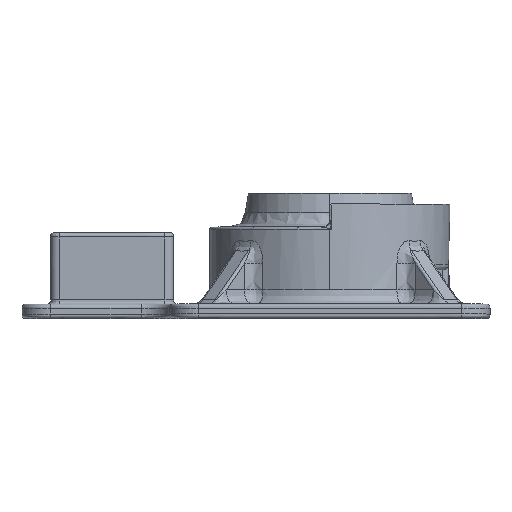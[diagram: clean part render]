
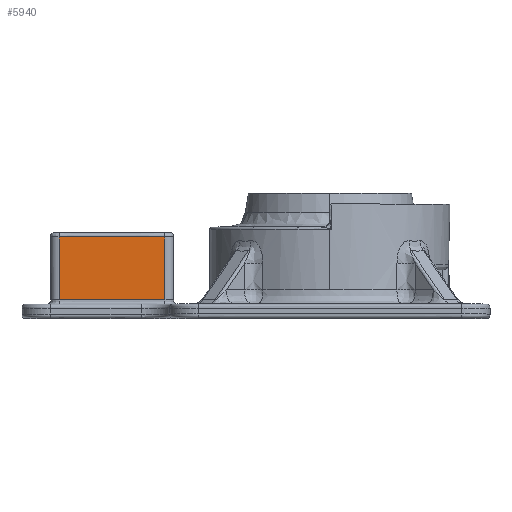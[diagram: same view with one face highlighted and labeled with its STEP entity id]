
A CAD part, top view. The second image highlights one B-rep face of the part: STEP entity #5940.
In plain terms, the highlighted planar face has unit normal (0, 0, 1).
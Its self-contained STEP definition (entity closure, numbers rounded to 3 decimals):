
#767 = CARTESIAN_POINT ( 'NONE',  ( -57.7, 6.5, 16.3 ) ) ;
#1026 = ORIENTED_EDGE ( 'NONE', *, *, #22655, .T. ) ;
#1031 = DIRECTION ( 'NONE',  ( 0., -1., 0. ) ) ;
#1423 = DIRECTION ( 'NONE',  ( 0., 0., -1. ) ) ;
#1715 = ORIENTED_EDGE ( 'NONE', *, *, #3255, .T. ) ;
#2539 = CARTESIAN_POINT ( 'NONE',  ( -57.7, 28.5, 16.3 ) ) ;
#3100 = CARTESIAN_POINT ( 'NONE',  ( -94.7, 30., 16.3 ) ) ;
#3255 = EDGE_CURVE ( 'NONE', #15657, #3521, #9669, .T. ) ;
#3521 = VERTEX_POINT ( 'NONE', #25520 ) ;
#4076 = CARTESIAN_POINT ( 'NONE',  ( -94.7, 28.5, 16.3 ) ) ;
#4528 = VERTEX_POINT ( 'NONE', #767 ) ;
#4795 = VECTOR ( 'NONE', #13724, 1000. ) ;
#5922 = PLANE ( 'NONE',  #8617 ) ;
#5940 = ADVANCED_FACE ( 'NONE', ( #22505 ), #5922, .F. ) ;
#6495 = VERTEX_POINT ( 'NONE', #21638 ) ;
#6502 = CARTESIAN_POINT ( 'NONE',  ( -70.033, 28.5, 16.3 ) ) ;
#7621 = LINE ( 'NONE', #26664, #4795 ) ;
#8617 = AXIS2_PLACEMENT_3D ( 'NONE', #9934, #1423, #18510 ) ;
#8975 = CARTESIAN_POINT ( 'NONE',  ( -82.367, 6.5, 16.3 ) ) ;
#9255 = CARTESIAN_POINT ( 'NONE',  ( -57.7, 6.5, 16.3 ) ) ;
#9669 = LINE ( 'NONE', #3100, #22260 ) ;
#9934 = CARTESIAN_POINT ( 'NONE',  ( -94.7, 30., 16.3 ) ) ;
#11064 = CARTESIAN_POINT ( 'NONE',  ( -70.033, 6.5, 16.3 ) ) ;
#11479 = EDGE_LOOP ( 'NONE', ( #19256, #13373, #1715, #1026 ) ) ;
#13373 = ORIENTED_EDGE ( 'NONE', *, *, #25254, .T. ) ;
#13724 = DIRECTION ( 'NONE',  ( 0., -1., 0. ) ) ;
#15657 = VERTEX_POINT ( 'NONE', #4076 ) ;
#17685 = EDGE_CURVE ( 'NONE', #6495, #4528, #7621, .T. ) ;
#18510 = DIRECTION ( 'NONE',  ( -1., 0., 0. ) ) ;
#18546 = B_SPLINE_CURVE_WITH_KNOTS ( 'NONE', 3,
 ( #2539, #6502, #25974, #19224 ),
 .UNSPECIFIED., .F., .F.,
 ( 4, 4 ),
 ( 0., 1. ),
 .UNSPECIFIED. ) ;
#19224 = CARTESIAN_POINT ( 'NONE',  ( -94.7, 28.5, 16.3 ) ) ;
#19256 = ORIENTED_EDGE ( 'NONE', *, *, #17685, .F. ) ;
#19350 = CARTESIAN_POINT ( 'NONE',  ( -94.7, 6.5, 16.3 ) ) ;
#20232 = B_SPLINE_CURVE_WITH_KNOTS ( 'NONE', 3,
 ( #19350, #8975, #11064, #9255 ),
 .UNSPECIFIED., .F., .F.,
 ( 4, 4 ),
 ( 0., 1. ),
 .UNSPECIFIED. ) ;
#21638 = CARTESIAN_POINT ( 'NONE',  ( -57.7, 28.5, 16.3 ) ) ;
#22260 = VECTOR ( 'NONE', #1031, 1000. ) ;
#22505 = FACE_OUTER_BOUND ( 'NONE', #11479, .T. ) ;
#22655 = EDGE_CURVE ( 'NONE', #3521, #4528, #20232, .T. ) ;
#25254 = EDGE_CURVE ( 'NONE', #6495, #15657, #18546, .T. ) ;
#25520 = CARTESIAN_POINT ( 'NONE',  ( -94.7, 6.5, 16.3 ) ) ;
#25974 = CARTESIAN_POINT ( 'NONE',  ( -82.367, 28.5, 16.3 ) ) ;
#26664 = CARTESIAN_POINT ( 'NONE',  ( -57.7, 30., 16.3 ) ) ;
